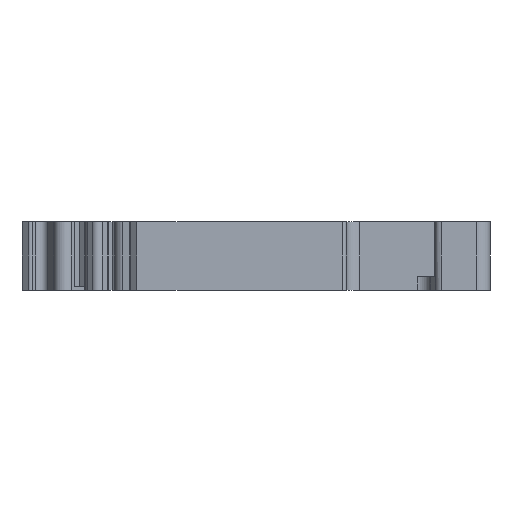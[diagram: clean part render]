
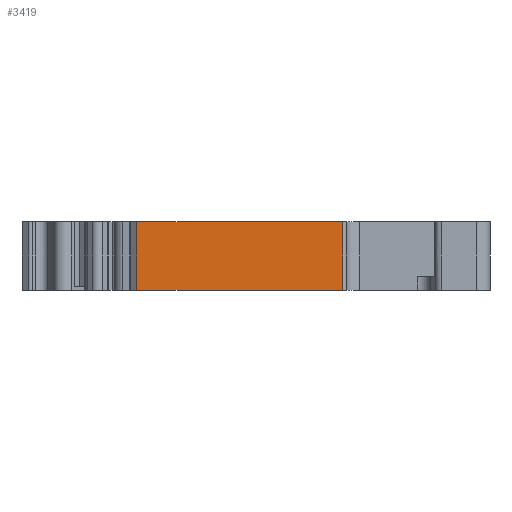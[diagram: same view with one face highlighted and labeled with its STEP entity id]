
A CAD part, left-side view. The second image highlights one B-rep face of the part: STEP entity #3419.
In plain terms, the highlighted planar face has unit normal (-1, 0, 0).
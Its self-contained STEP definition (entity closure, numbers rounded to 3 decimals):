
#469=ORIENTED_EDGE('',*,*,#1254,.F.);
#470=ORIENTED_EDGE('',*,*,#1451,.T.);
#471=ORIENTED_EDGE('',*,*,#1452,.T.);
#472=ORIENTED_EDGE('',*,*,#1453,.F.);
#1254=EDGE_CURVE('',#1768,#1769,#2101,.T.);
#1451=EDGE_CURVE('',#1768,#1936,#2252,.F.);
#1452=EDGE_CURVE('',#1936,#1937,#2253,.T.);
#1453=EDGE_CURVE('',#1769,#1937,#2254,.T.);
#1768=VERTEX_POINT('',#4944);
#1769=VERTEX_POINT('',#4946);
#1936=VERTEX_POINT('',#5338);
#1937=VERTEX_POINT('',#5340);
#2101=LINE('',#4945,#2494);
#2252=LINE('',#5337,#2645);
#2253=LINE('',#5339,#2646);
#2254=LINE('',#5341,#2647);
#2494=VECTOR('',#3931,1000.);
#2645=VECTOR('',#4230,1000.);
#2646=VECTOR('',#4231,1000.);
#2647=VECTOR('',#4232,1000.);
#2906=EDGE_LOOP('',(#469,#470,#471,#472));
#3103=FACE_BOUND('',#2906,.T.);
#3293=PLANE('',#3673);
#3419=ADVANCED_FACE('',(#3103),#3293,.T.);
#3673=AXIS2_PLACEMENT_3D('',#5336,#4228,#4229);
#3931=DIRECTION('',(0.,1.,0.));
#4228=DIRECTION('',(-1.,0.,0.));
#4229=DIRECTION('',(0.,-1.,0.));
#4230=DIRECTION('',(0.,0.,-1.));
#4231=DIRECTION('',(0.,1.,0.));
#4232=DIRECTION('',(0.,0.,1.));
#4944=CARTESIAN_POINT('',(-19.,-0.3,-2.5));
#4945=CARTESIAN_POINT('',(-19.,0.,-2.5));
#4946=CARTESIAN_POINT('',(-19.,14.658,-2.5));
#5336=CARTESIAN_POINT('',(-19.,0.,2.5));
#5337=CARTESIAN_POINT('',(-19.,-0.3,2.5));
#5338=CARTESIAN_POINT('',(-19.,-0.3,2.5));
#5339=CARTESIAN_POINT('',(-19.,0.,2.5));
#5340=CARTESIAN_POINT('',(-19.,14.658,2.5));
#5341=CARTESIAN_POINT('',(-19.,14.658,-42.199));
